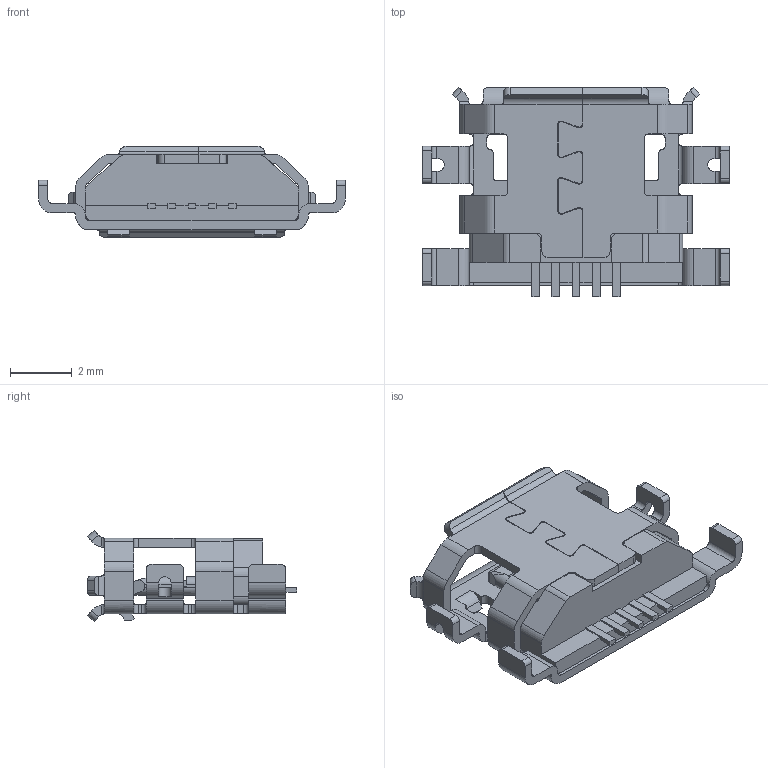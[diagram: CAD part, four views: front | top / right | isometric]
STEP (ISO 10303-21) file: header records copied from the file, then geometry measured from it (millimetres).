
FILE_DESCRIPTION(('CoCreate Modeling STEP Export'),'2;1');
FILE_NAME('010101010-017 沉板1.6 四脚插板 有翻边.stp','2017-02-20T10:58:35',(''),(''),'CoCreate Modeling STEP processor for AP214 (Solid Model)','CoCreate Modeling 16.00 13-May-2008 (C) Parametric Technology GmbH','');
FILE_SCHEMA(('AUTOMOTIVE_DESIGN { 1 0 10303 214 1 1 1 1 }'));
Length unit declared in the file: millimetre
Products named in the file (3): SHELL2; .stp; .stp
Assembly tree (2 placements, depth 3):
  .stp
  .stp
      SHELL2
Bounding box: 9.9 x 6.75 x 2.94 mm (x, y, z)
Volume: 51.1 mm3; surface area: 288.3 mm2
Topology: 1 solids, 1 shells, 639 faces, 1806 edges, 1145 vertices
Faces by surface type: plane 400, cylinder 227, cone 10, torus 2
Entity records: 20688 total; most frequent: CARTESIAN_POINT 4211, ORIENTED_EDGE 3614, DIRECTION 3281, EDGE_CURVE 1807, VECTOR 1255, LINE 1255, VERTEX_POINT 1145, AXIS2_PLACEMENT_3D 1013
